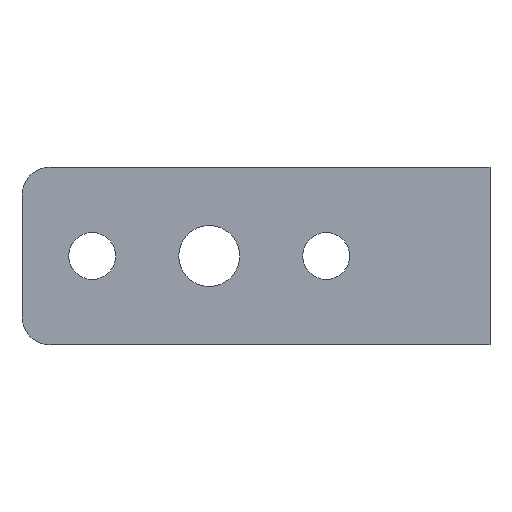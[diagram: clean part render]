
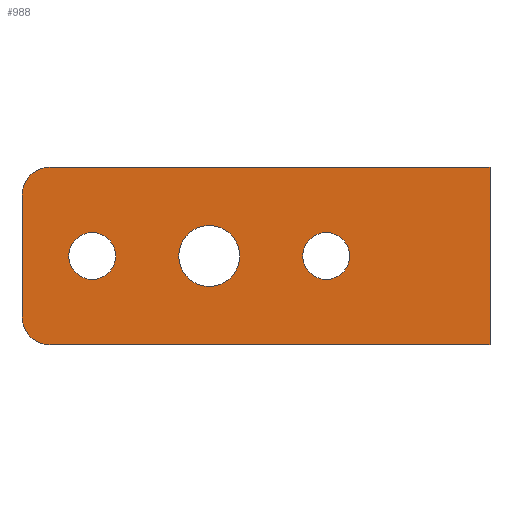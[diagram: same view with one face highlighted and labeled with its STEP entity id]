
A CAD part, left-side view. The second image highlights one B-rep face of the part: STEP entity #988.
In plain terms, the highlighted planar face has unit normal (-1, 0, 0).
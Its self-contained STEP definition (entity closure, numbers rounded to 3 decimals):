
#18 = EDGE_LOOP ( 'NONE', ( #184, #38, #523, #374, #191, #589 ) ) ;
#20 = VECTOR ( 'NONE', #107, 1000. ) ;
#26 = DIRECTION ( 'NONE',  ( -1., 0., 0. ) ) ;
#27 = EDGE_CURVE ( 'NONE', #92, #1023, #1036, .T. ) ;
#36 = CARTESIAN_POINT ( 'NONE',  ( -25., 47., 6.5 ) ) ;
#38 = ORIENTED_EDGE ( 'NONE', *, *, #94, .T. ) ;
#47 = EDGE_CURVE ( 'NONE', #926, #92, #303, .T. ) ;
#67 = FACE_BOUND ( 'NONE', #237, .T. ) ;
#89 = AXIS2_PLACEMENT_3D ( 'NONE', #36, #304, #727 ) ;
#91 = CARTESIAN_POINT ( 'NONE',  ( -25., 50., -9.5 ) ) ;
#92 = VERTEX_POINT ( 'NONE', #805 ) ;
#94 = EDGE_CURVE ( 'NONE', #1057, #359, #815, .T. ) ;
#107 = DIRECTION ( 'NONE',  ( 0., -1., 0. ) ) ;
#177 = VERTEX_POINT ( 'NONE', #600 ) ;
#184 = ORIENTED_EDGE ( 'NONE', *, *, #416, .F. ) ;
#189 = EDGE_LOOP ( 'NONE', ( #554 ) ) ;
#191 = ORIENTED_EDGE ( 'NONE', *, *, #27, .T. ) ;
#200 = DIRECTION ( 'NONE',  ( 0., 0., -1. ) ) ;
#233 = CARTESIAN_POINT ( 'NONE',  ( -25., 0., -9.5 ) ) ;
#237 = EDGE_LOOP ( 'NONE', ( #510 ) ) ;
#243 = CARTESIAN_POINT ( 'NONE',  ( -25., 47., 9.5 ) ) ;
#245 = LINE ( 'NONE', #1012, #610 ) ;
#298 = CIRCLE ( 'NONE', #525, 2.5 ) ;
#303 = CIRCLE ( 'NONE', #425, 3. ) ;
#304 = DIRECTION ( 'NONE',  ( -1., 0., 0. ) ) ;
#308 = VERTEX_POINT ( 'NONE', #641 ) ;
#322 = LINE ( 'NONE', #1072, #879 ) ;
#345 = LINE ( 'NONE', #91, #746 ) ;
#349 = EDGE_CURVE ( 'NONE', #926, #359, #345, .T. ) ;
#352 = VERTEX_POINT ( 'NONE', #513 ) ;
#359 = VERTEX_POINT ( 'NONE', #403 ) ;
#374 = ORIENTED_EDGE ( 'NONE', *, *, #47, .T. ) ;
#396 = FACE_OUTER_BOUND ( 'NONE', #18, .T. ) ;
#403 = CARTESIAN_POINT ( 'NONE',  ( -25., 50., 6.5 ) ) ;
#415 = AXIS2_PLACEMENT_3D ( 'NONE', #776, #856, #1016 ) ;
#416 = EDGE_CURVE ( 'NONE', #1057, #352, #245, .T. ) ;
#422 = EDGE_CURVE ( 'NONE', #308, #308, #298, .T. ) ;
#425 = AXIS2_PLACEMENT_3D ( 'NONE', #455, #26, #1027 ) ;
#428 = DIRECTION ( 'NONE',  ( 0., 0., 1. ) ) ;
#430 = ORIENTED_EDGE ( 'NONE', *, *, #752, .T. ) ;
#455 = CARTESIAN_POINT ( 'NONE',  ( -25., 47., -6.5 ) ) ;
#493 = DIRECTION ( 'NONE',  ( 0., 0., -1. ) ) ;
#495 = DIRECTION ( 'NONE',  ( 0., -1., 0. ) ) ;
#510 = ORIENTED_EDGE ( 'NONE', *, *, #880, .T. ) ;
#513 = CARTESIAN_POINT ( 'NONE',  ( -25., 0., 9.5 ) ) ;
#522 = AXIS2_PLACEMENT_3D ( 'NONE', #740, #821, #493 ) ;
#523 = ORIENTED_EDGE ( 'NONE', *, *, #349, .F. ) ;
#525 = AXIS2_PLACEMENT_3D ( 'NONE', #836, #1090, #541 ) ;
#541 = DIRECTION ( 'NONE',  ( 0., 0., -1. ) ) ;
#554 = ORIENTED_EDGE ( 'NONE', *, *, #422, .T. ) ;
#589 = ORIENTED_EDGE ( 'NONE', *, *, #647, .T. ) ;
#600 = CARTESIAN_POINT ( 'NONE',  ( -25., 30., -3.25 ) ) ;
#610 = VECTOR ( 'NONE', #495, 1000. ) ;
#641 = CARTESIAN_POINT ( 'NONE',  ( -25., 42.5, -2.5 ) ) ;
#645 = AXIS2_PLACEMENT_3D ( 'NONE', #962, #793, #200 ) ;
#647 = EDGE_CURVE ( 'NONE', #1023, #352, #322, .T. ) ;
#664 = CIRCLE ( 'NONE', #645, 3.25 ) ;
#727 = DIRECTION ( 'NONE',  ( 0., 0., -1. ) ) ;
#740 = CARTESIAN_POINT ( 'NONE',  ( -25., 10., -9.5 ) ) ;
#746 = VECTOR ( 'NONE', #428, 1000. ) ;
#752 = EDGE_CURVE ( 'NONE', #908, #908, #898, .T. ) ;
#776 = CARTESIAN_POINT ( 'NONE',  ( -25., 17.5, 0. ) ) ;
#793 = DIRECTION ( 'NONE',  ( 1., 0., 0. ) ) ;
#805 = CARTESIAN_POINT ( 'NONE',  ( -25., 47., -9.5 ) ) ;
#815 = CIRCLE ( 'NONE', #89, 3. ) ;
#821 = DIRECTION ( 'NONE',  ( 1., 0., 0. ) ) ;
#826 = CARTESIAN_POINT ( 'NONE',  ( -25., 17.5, -2.5 ) ) ;
#836 = CARTESIAN_POINT ( 'NONE',  ( -25., 42.5, 0. ) ) ;
#856 = DIRECTION ( 'NONE',  ( 1., 0., 0. ) ) ;
#868 = CARTESIAN_POINT ( 'NONE',  ( -25., 50., -6.5 ) ) ;
#879 = VECTOR ( 'NONE', #1000, 1000. ) ;
#880 = EDGE_CURVE ( 'NONE', #177, #177, #664, .T. ) ;
#886 = EDGE_LOOP ( 'NONE', ( #430 ) ) ;
#898 = CIRCLE ( 'NONE', #415, 2.5 ) ;
#903 = FACE_BOUND ( 'NONE', #189, .T. ) ;
#908 = VERTEX_POINT ( 'NONE', #826 ) ;
#926 = VERTEX_POINT ( 'NONE', #868 ) ;
#962 = CARTESIAN_POINT ( 'NONE',  ( -25., 30., 0. ) ) ;
#966 = CARTESIAN_POINT ( 'NONE',  ( -25., 10., -9.5 ) ) ;
#988 = ADVANCED_FACE ( 'NONE', ( #67, #903, #995, #396 ), #1082, .F. ) ;
#995 = FACE_BOUND ( 'NONE', #886, .T. ) ;
#1000 = DIRECTION ( 'NONE',  ( 0., 0., 1. ) ) ;
#1012 = CARTESIAN_POINT ( 'NONE',  ( -25., 10., 9.5 ) ) ;
#1016 = DIRECTION ( 'NONE',  ( 0., 0., -1. ) ) ;
#1023 = VERTEX_POINT ( 'NONE', #233 ) ;
#1027 = DIRECTION ( 'NONE',  ( 0., 0., -1. ) ) ;
#1036 = LINE ( 'NONE', #966, #20 ) ;
#1057 = VERTEX_POINT ( 'NONE', #243 ) ;
#1072 = CARTESIAN_POINT ( 'NONE',  ( -25., 0., -9.5 ) ) ;
#1082 = PLANE ( 'NONE',  #522 ) ;
#1090 = DIRECTION ( 'NONE',  ( 1., 0., 0. ) ) ;
